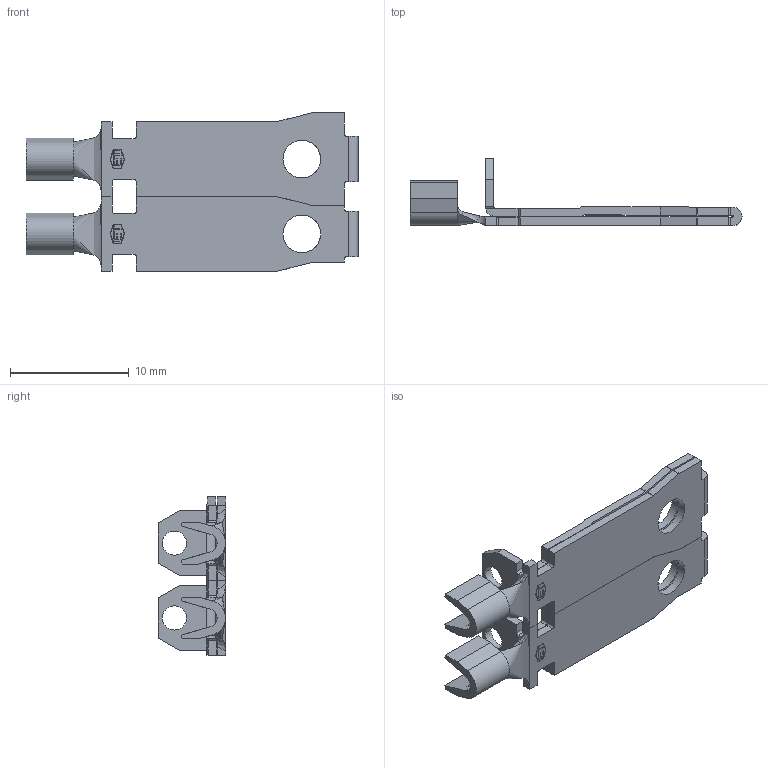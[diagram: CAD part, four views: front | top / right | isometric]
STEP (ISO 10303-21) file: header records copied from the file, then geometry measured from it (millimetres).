
FILE_DESCRIPTION (( 'STEP AP203' ), '1' );
FILE_NAME ('14051.STEP', '2015-01-20T13:14:13', ( '' ), ( '' ), 'SwSTEP 2.0', 'SolidWorks 2014', '' );
FILE_SCHEMA (( 'CONFIG_CONTROL_DESIGN' ));
Length unit declared in the file: inch
Products named in the file (3): 14051; SPL817FNnarrow; SPL817FNwide
Assembly tree (2 placements, depth 2):
  14051
    SPL817FNnarrow
    SPL817FNwide
Bounding box: 27.94 x 5.65 x 13.36 mm (x, y, z)
Volume: 410.7 mm3; surface area: 1402.2 mm2
Topology: 2 solids, 2 shells, 368 faces, 984 edges, 628 vertices
Faces by surface type: plane 256, cylinder 80, bspline 16, cone 16
Entity records: 12075 total; most frequent: CARTESIAN_POINT 2681, ORIENTED_EDGE 1968, DIRECTION 1770, EDGE_CURVE 984, LINE 784, VECTOR 784, VERTEX_POINT 628, AXIS2_PLACEMENT_3D 493
